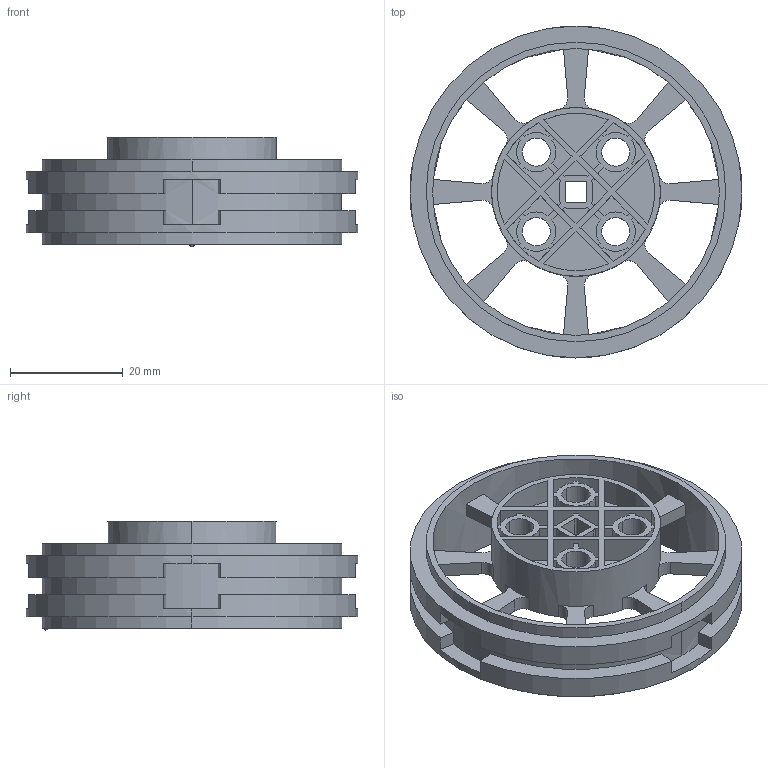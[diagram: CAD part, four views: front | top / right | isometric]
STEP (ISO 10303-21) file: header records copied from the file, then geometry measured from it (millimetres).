
FILE_DESCRIPTION (( 'STEP AP203' ), '1' );
FILE_NAME ('WHrM.STEP', '2019-03-13T10:57:21', ( '' ), ( '' ), 'SwSTEP 2.0', 'SolidWorks 2019', '' );
FILE_SCHEMA (( 'CONFIG_CONTROL_DESIGN' ));
Length unit declared in the file: millimetre
Products named in the file (1): WHrM
Bounding box: 59 x 59 x 19.4 mm (x, y, z)
Volume: 10070.9 mm3; surface area: 14437.1 mm2
Topology: 1 solids, 1 shells, 382 faces, 1106 edges, 737 vertices
Faces by surface type: plane 260, cylinder 120, sphere 2
Entity records: 12731 total; most frequent: CARTESIAN_POINT 2220, ORIENTED_EDGE 2204, DIRECTION 2196, EDGE_CURVE 1102, LINE 774, VECTOR 774, VERTEX_POINT 735, AXIS2_PLACEMENT_3D 711
